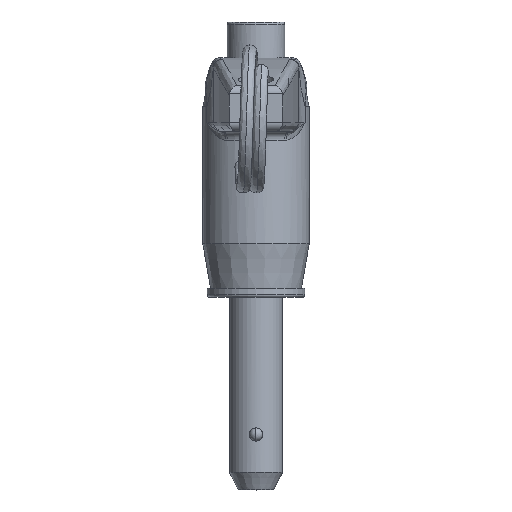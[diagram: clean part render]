
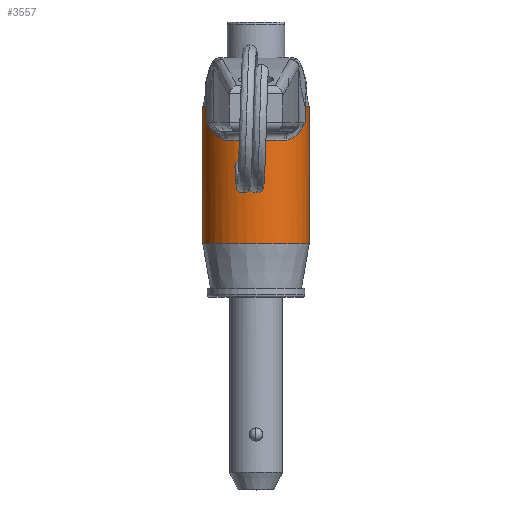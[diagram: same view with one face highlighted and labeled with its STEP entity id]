
A CAD part, top view. The second image highlights one B-rep face of the part: STEP entity #3557.
In plain terms, the highlighted cylindrical face has radius 6 mm (diameter 12 mm), a partial arc.
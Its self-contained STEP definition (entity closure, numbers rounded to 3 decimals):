
#57 = CARTESIAN_POINT ( 'NONE',  ( 0., -17.67, 6. ) ) ;
#61 = EDGE_CURVE ( 'NONE', #3638, #2012, #1088, .T. ) ;
#100 = FACE_OUTER_BOUND ( 'NONE', #4304, .T. ) ;
#113 = CIRCLE ( 'NONE', #4237, 6. ) ;
#159 = B_SPLINE_CURVE_WITH_KNOTS ( 'NONE', 3,
 ( #4164, #3168, #174, #2848, #2605, #3613, #3524, #2204, #3944, #917, #2892, #3871 ),
 .UNSPECIFIED., .F., .F.,
 ( 4, 2, 2, 2, 2, 4 ),
 ( 0., 0.001, 0.002, 0.003, 0.003, 0.004 ),
 .UNSPECIFIED. ) ;
#174 = CARTESIAN_POINT ( 'NONE',  ( 2.775, 0.577, -5.326 ) ) ;
#201 = EDGE_CURVE ( 'NONE', #523, #2140, #1478, .T. ) ;
#210 = ORIENTED_EDGE ( 'NONE', *, *, #3337, .T. ) ;
#260 = LINE ( 'NONE', #4224, #1437 ) ;
#405 = CYLINDRICAL_SURFACE ( 'NONE', #527, 6. ) ;
#427 = CARTESIAN_POINT ( 'NONE',  ( 4.506, -0.836, 3.973 ) ) ;
#444 = CARTESIAN_POINT ( 'NONE',  ( 0., -1., 0. ) ) ;
#448 = CARTESIAN_POINT ( 'NONE',  ( 0., 2.855, 0. ) ) ;
#472 = CARTESIAN_POINT ( 'NONE',  ( 4.089, -0.563, 4.401 ) ) ;
#523 = VERTEX_POINT ( 'NONE', #3427 ) ;
#527 = AXIS2_PLACEMENT_3D ( 'NONE', #2130, #3451, #1081 ) ;
#566 = CARTESIAN_POINT ( 'NONE',  ( 5.009, -1., 3.305 ) ) ;
#569 = EDGE_CURVE ( 'NONE', #4095, #889, #841, .T. ) ;
#841 = CIRCLE ( 'NONE', #3145, 6. ) ;
#879 = CARTESIAN_POINT ( 'NONE',  ( 0., -12.67, -6. ) ) ;
#886 = VERTEX_POINT ( 'NONE', #3832 ) ;
#889 = VERTEX_POINT ( 'NONE', #2424 ) ;
#894 = VERTEX_POINT ( 'NONE', #4146 ) ;
#917 = CARTESIAN_POINT ( 'NONE',  ( 4.71, -0.926, -3.72 ) ) ;
#922 = DIRECTION ( 'NONE',  ( 0., 0., 1. ) ) ;
#970 = CARTESIAN_POINT ( 'NONE',  ( 5.009, -1., -3.305 ) ) ;
#991 = DIRECTION ( 'NONE',  ( 0., -1., 0. ) ) ;
#1011 = CARTESIAN_POINT ( 'NONE',  ( 2.313, -17.67, 5.536 ) ) ;
#1051 = LINE ( 'NONE', #1011, #4110 ) ;
#1054 = AXIS2_PLACEMENT_3D ( 'NONE', #448, #1186, #3821 ) ;
#1081 = DIRECTION ( 'NONE',  ( 0., 0., 1. ) ) ;
#1088 = B_SPLINE_CURVE_WITH_KNOTS ( 'NONE', 3,
 ( #4112, #3497, #427, #472, #3778, #3841, #2799, #4135, #2132, #1110 ),
 .UNSPECIFIED., .F., .F.,
 ( 4, 2, 2, 2, 4 ),
 ( 0., 0.001, 0.002, 0.003, 0.004 ),
 .UNSPECIFIED. ) ;
#1110 = CARTESIAN_POINT ( 'NONE',  ( 2.313, 1., 5.536 ) ) ;
#1169 = ORIENTED_EDGE ( 'NONE', *, *, #201, .T. ) ;
#1173 = B_SPLINE_CURVE_WITH_KNOTS ( 'NONE', 3,
 ( #1230, #2281, #970, #3622 ),
 .UNSPECIFIED., .F., .F.,
 ( 4, 4 ),
 ( 0., 0. ),
 .UNSPECIFIED. ) ;
#1186 = DIRECTION ( 'NONE',  ( 0., -1., 0. ) ) ;
#1230 = CARTESIAN_POINT ( 'NONE',  ( 4.905, -0.983, -3.456 ) ) ;
#1329 = EDGE_CURVE ( 'NONE', #889, #3638, #1811, .T. ) ;
#1437 = VECTOR ( 'NONE', #2550, 1000. ) ;
#1478 = CIRCLE ( 'NONE', #1054, 6. ) ;
#1520 = DIRECTION ( 'NONE',  ( 0., -1., 0. ) ) ;
#1570 = VERTEX_POINT ( 'NONE', #879 ) ;
#1588 = CARTESIAN_POINT ( 'NONE',  ( 0., -12.67, 0. ) ) ;
#1624 = EDGE_CURVE ( 'NONE', #1918, #1570, #3897, .T. ) ;
#1653 = EDGE_CURVE ( 'NONE', #1988, #4095, #1173, .T. ) ;
#1657 = ORIENTED_EDGE ( 'NONE', *, *, #61, .T. ) ;
#1677 = EDGE_CURVE ( 'NONE', #2140, #894, #2877, .T. ) ;
#1687 = EDGE_CURVE ( 'NONE', #2012, #2039, #1051, .T. ) ;
#1719 = LINE ( 'NONE', #57, #2574 ) ;
#1765 = DIRECTION ( 'NONE',  ( 0., 0., 1. ) ) ;
#1811 = B_SPLINE_CURVE_WITH_KNOTS ( 'NONE', 3,
 ( #2221, #566, #3847, #3588 ),
 .UNSPECIFIED., .F., .F.,
 ( 4, 4 ),
 ( 0., 0. ),
 .UNSPECIFIED. ) ;
#1918 = VERTEX_POINT ( 'NONE', #3771 ) ;
#1968 = ORIENTED_EDGE ( 'NONE', *, *, #1677, .T. ) ;
#1972 = CARTESIAN_POINT ( 'NONE',  ( 2.313, 2.855, 5.536 ) ) ;
#1988 = VERTEX_POINT ( 'NONE', #2608 ) ;
#2012 = VERTEX_POINT ( 'NONE', #2512 ) ;
#2039 = VERTEX_POINT ( 'NONE', #1972 ) ;
#2043 = DIRECTION ( 'NONE',  ( 0., 1., 0. ) ) ;
#2104 = EDGE_CURVE ( 'NONE', #1570, #523, #260, .T. ) ;
#2130 = CARTESIAN_POINT ( 'NONE',  ( 0., -17.67, 0. ) ) ;
#2132 = CARTESIAN_POINT ( 'NONE',  ( 2.549, 0.787, 5.438 ) ) ;
#2140 = VERTEX_POINT ( 'NONE', #3918 ) ;
#2204 = CARTESIAN_POINT ( 'NONE',  ( 4.406, -0.77, -4.076 ) ) ;
#2221 = CARTESIAN_POINT ( 'NONE',  ( 5.058, -1., 3.227 ) ) ;
#2281 = CARTESIAN_POINT ( 'NONE',  ( 4.958, -0.994, -3.381 ) ) ;
#2285 = VECTOR ( 'NONE', #991, 1000. ) ;
#2350 = ORIENTED_EDGE ( 'NONE', *, *, #3015, .T. ) ;
#2424 = CARTESIAN_POINT ( 'NONE',  ( 5.058, -1., 3.227 ) ) ;
#2464 = ORIENTED_EDGE ( 'NONE', *, *, #1329, .T. ) ;
#2512 = CARTESIAN_POINT ( 'NONE',  ( 2.313, 1., 5.536 ) ) ;
#2550 = DIRECTION ( 'NONE',  ( 0., 1., 0. ) ) ;
#2574 = VECTOR ( 'NONE', #4043, 1000. ) ;
#2605 = CARTESIAN_POINT ( 'NONE',  ( 3.444, -0.031, -4.921 ) ) ;
#2608 = CARTESIAN_POINT ( 'NONE',  ( 4.905, -0.983, -3.456 ) ) ;
#2799 = CARTESIAN_POINT ( 'NONE',  ( 3.223, 0.168, 5.067 ) ) ;
#2848 = CARTESIAN_POINT ( 'NONE',  ( 3.223, 0.168, -5.067 ) ) ;
#2877 = LINE ( 'NONE', #4213, #2285 ) ;
#2892 = CARTESIAN_POINT ( 'NONE',  ( 4.81, -0.963, -3.591 ) ) ;
#2924 = DIRECTION ( 'NONE',  ( 0., 0., 1. ) ) ;
#2932 = ORIENTED_EDGE ( 'NONE', *, *, #1653, .T. ) ;
#2935 = ORIENTED_EDGE ( 'NONE', *, *, #1624, .T. ) ;
#3015 = EDGE_CURVE ( 'NONE', #2039, #886, #113, .T. ) ;
#3047 = ORIENTED_EDGE ( 'NONE', *, *, #4016, .F. ) ;
#3145 = AXIS2_PLACEMENT_3D ( 'NONE', #444, #1520, #1765 ) ;
#3168 = CARTESIAN_POINT ( 'NONE',  ( 2.547, 0.789, -5.438 ) ) ;
#3242 = CARTESIAN_POINT ( 'NONE',  ( 0., 2.855, 0. ) ) ;
#3336 = AXIS2_PLACEMENT_3D ( 'NONE', #1588, #3973, #2924 ) ;
#3337 = EDGE_CURVE ( 'NONE', #894, #1988, #159, .T. ) ;
#3355 = ORIENTED_EDGE ( 'NONE', *, *, #2104, .T. ) ;
#3410 = CARTESIAN_POINT ( 'NONE',  ( 4.905, -0.983, 3.456 ) ) ;
#3427 = CARTESIAN_POINT ( 'NONE',  ( 0., 2.855, -6. ) ) ;
#3451 = DIRECTION ( 'NONE',  ( 0., 1., 0. ) ) ;
#3497 = CARTESIAN_POINT ( 'NONE',  ( 4.713, -0.943, 3.728 ) ) ;
#3524 = CARTESIAN_POINT ( 'NONE',  ( 4.094, -0.567, -4.396 ) ) ;
#3557 = ADVANCED_FACE ( 'NONE', ( #100 ), #405, .T. ) ;
#3563 = ORIENTED_EDGE ( 'NONE', *, *, #1687, .T. ) ;
#3588 = CARTESIAN_POINT ( 'NONE',  ( 4.905, -0.983, 3.456 ) ) ;
#3613 = CARTESIAN_POINT ( 'NONE',  ( 3.879, -0.398, -4.586 ) ) ;
#3622 = CARTESIAN_POINT ( 'NONE',  ( 5.058, -1., -3.227 ) ) ;
#3638 = VERTEX_POINT ( 'NONE', #3410 ) ;
#3771 = CARTESIAN_POINT ( 'NONE',  ( 0., -12.67, 6. ) ) ;
#3778 = CARTESIAN_POINT ( 'NONE',  ( 3.877, -0.397, 4.587 ) ) ;
#3787 = ORIENTED_EDGE ( 'NONE', *, *, #569, .T. ) ;
#3795 = CARTESIAN_POINT ( 'NONE',  ( 5.058, -1., -3.227 ) ) ;
#3821 = DIRECTION ( 'NONE',  ( -1., 0., 0. ) ) ;
#3832 = CARTESIAN_POINT ( 'NONE',  ( 0., 2.855, 6. ) ) ;
#3841 = CARTESIAN_POINT ( 'NONE',  ( 3.445, -0.032, 4.92 ) ) ;
#3847 = CARTESIAN_POINT ( 'NONE',  ( 4.958, -0.994, 3.381 ) ) ;
#3871 = CARTESIAN_POINT ( 'NONE',  ( 4.905, -0.983, -3.456 ) ) ;
#3897 = CIRCLE ( 'NONE', #3336, 6. ) ;
#3918 = CARTESIAN_POINT ( 'NONE',  ( 2.313, 2.855, -5.536 ) ) ;
#3944 = CARTESIAN_POINT ( 'NONE',  ( 4.508, -0.83, -3.962 ) ) ;
#3970 = DIRECTION ( 'NONE',  ( 0., -1., 0. ) ) ;
#3973 = DIRECTION ( 'NONE',  ( 0., 1., 0. ) ) ;
#4016 = EDGE_CURVE ( 'NONE', #1918, #886, #1719, .T. ) ;
#4043 = DIRECTION ( 'NONE',  ( 0., 1., 0. ) ) ;
#4095 = VERTEX_POINT ( 'NONE', #3795 ) ;
#4110 = VECTOR ( 'NONE', #2043, 1000. ) ;
#4112 = CARTESIAN_POINT ( 'NONE',  ( 4.905, -0.983, 3.456 ) ) ;
#4135 = CARTESIAN_POINT ( 'NONE',  ( 2.775, 0.578, 5.326 ) ) ;
#4146 = CARTESIAN_POINT ( 'NONE',  ( 2.313, 1., -5.536 ) ) ;
#4164 = CARTESIAN_POINT ( 'NONE',  ( 2.313, 1., -5.536 ) ) ;
#4213 = CARTESIAN_POINT ( 'NONE',  ( 2.313, -17.67, -5.536 ) ) ;
#4224 = CARTESIAN_POINT ( 'NONE',  ( 0., -17.67, -6. ) ) ;
#4237 = AXIS2_PLACEMENT_3D ( 'NONE', #3242, #3970, #922 ) ;
#4304 = EDGE_LOOP ( 'NONE', ( #2935, #3355, #1169, #1968, #210, #2932, #3787, #2464, #1657, #3563, #2350, #3047 ) ) ;
